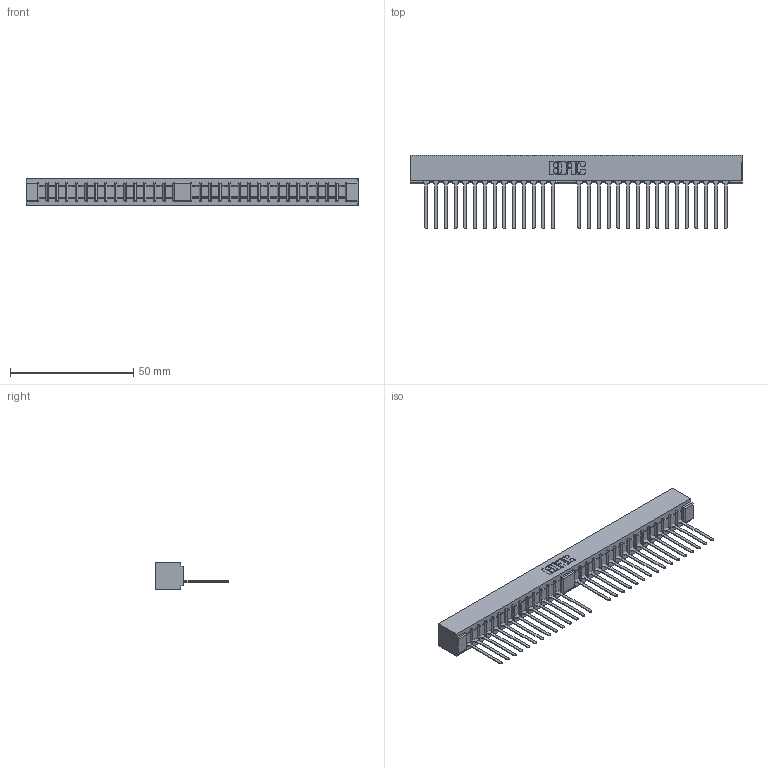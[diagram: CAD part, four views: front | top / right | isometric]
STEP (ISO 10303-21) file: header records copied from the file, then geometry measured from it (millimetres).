
FILE_DESCRIPTION (( 'STEP AP203' ), '1' );
FILE_NAME ('310-030-545-101.STEP', '2020-03-25T12:16:40', ( '' ), ( '' ), 'SwSTEP 2.0', 'SolidWorks 2016', '' );
FILE_SCHEMA (( 'CONFIG_CONTROL_DESIGN' ));
Length unit declared in the file: millimetre
Products named in the file (3): 310-030-545-101; 310 Part_No Mounting Lugs; 307-290-001_545
Assembly tree (31 placements, depth 2):
  310-030-545-101
    310 Part_No Mounting Lugs
    307-290-001_545  x30
Bounding box: 134.92 x 29.95 x 10.97 mm (x, y, z)
Volume: 11790.8 mm3; surface area: 14998.6 mm2
Topology: 31 solids, 31 shells, 1838 faces, 5197 edges, 3334 vertices
Faces by surface type: plane 1190, cylinder 584, sphere 64
Entity records: 27314 total; most frequent: CARTESIAN_POINT 4597, ORIENTED_EDGE 4582, DIRECTION 4477, EDGE_CURVE 2291, LINE 1761, VECTOR 1761, VERTEX_POINT 1478, AXIS2_PLACEMENT_3D 1358
